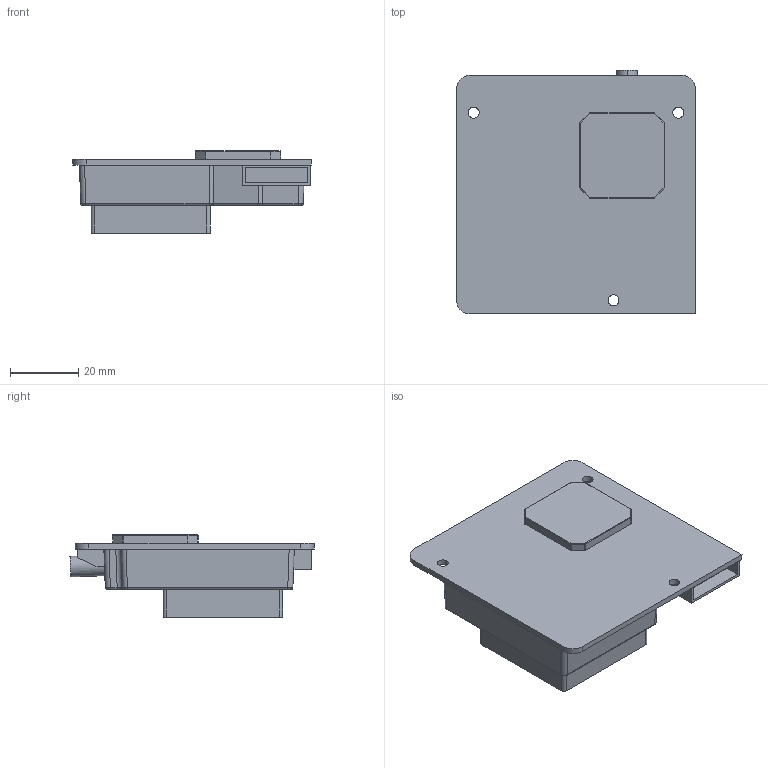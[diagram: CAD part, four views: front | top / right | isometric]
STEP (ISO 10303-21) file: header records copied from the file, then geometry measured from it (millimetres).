
FILE_DESCRIPTION(('FreeCAD Model'),'2;1');
FILE_NAME('PMsensor.step', '2021-01-06T10:19:33',('Author'),(''), 'Open CASCADE STEP processor 7.3','FreeCAD','Unknown');
FILE_SCHEMA(('AUTOMOTIVE_DESIGN { 1 0 10303 214 1 1 1 1 }'));
Length unit declared in the file: millimetre
Products named in the file (1): User_Library-PMsensor_Nova_SDS011
Bounding box: 70 x 71.53 x 24.2 mm (x, y, z)
Volume: 57427.5 mm3; surface area: 15026.4 mm2
Topology: 1 solids, 1 shells, 297 faces, 775 edges, 500 vertices
Faces by surface type: plane 126, bspline 112, cylinder 51, sphere 8
Entity records: 29462 total; most frequent: CARTESIAN_POINT 13497, DIRECTION 2012, ORIENTED_EDGE 1542, PCURVE 1542, DEFINITIONAL_REPRESENTATION 1542, LINE 1429, VECTOR 1429, EDGE_CURVE 771
